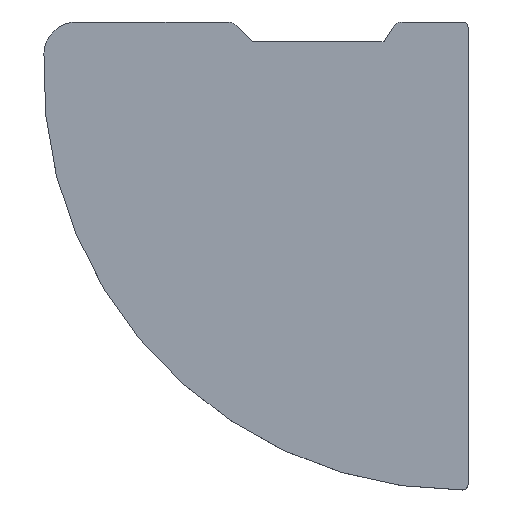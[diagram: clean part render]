
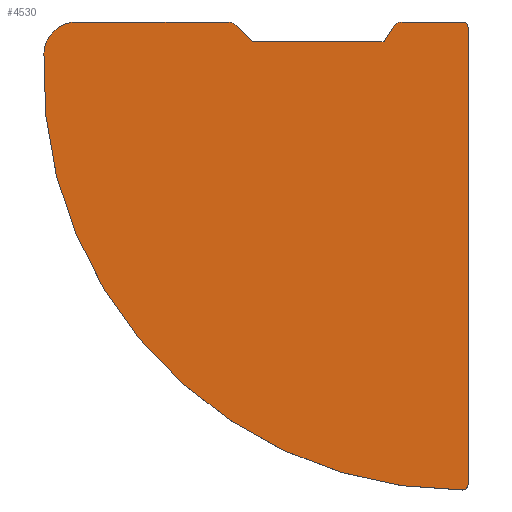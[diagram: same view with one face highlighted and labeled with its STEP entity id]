
A CAD part, top view. The second image highlights one B-rep face of the part: STEP entity #4530.
In plain terms, the highlighted face is planar.
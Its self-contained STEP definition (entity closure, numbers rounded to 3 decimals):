
#200=CARTESIAN_POINT('',(7.5,-2.3,
-3.));
#210=VERTEX_POINT('',#200);
#240=CARTESIAN_POINT('',(0.,-2.3,
-3.));
#250=DIRECTION('',(-1.,0.,0.));
#260=VECTOR('',#250,1.);
#270=LINE('',#240,#260);
#280=CARTESIAN_POINT('',(1.928,-2.3,
-3.));
#290=VERTEX_POINT('',#280);
#300=EDGE_CURVE('',#210,#290,#270,.T.);
#670=CARTESIAN_POINT('',(1.08,-1.83,
-3.));
#680=VERTEX_POINT('',#670);
#710=CARTESIAN_POINT('',(-0.063,0.,
-3.));
#720=DIRECTION('',(0.53,-0.848,
0.));
#730=VECTOR('',#720,1.);
#740=LINE('',#710,#730);
#750=CARTESIAN_POINT('',(0.249,-0.5,
-3.));
#760=VERTEX_POINT('',#750);
#770=EDGE_CURVE('',#760,#680,#740,.T.);
#1000=CARTESIAN_POINT('',(8.,0.,-3.));
#1010=DIRECTION('',(0.,1.,0.));
#1020=VECTOR('',#1010,1.);
#1030=LINE('',#1000,#1020);
#1040=CARTESIAN_POINT('',(8.,-1.8,
-3.));
#1050=VERTEX_POINT('',#1040);
#1060=CARTESIAN_POINT('',(8.,40.35,
-3.));
#1070=VERTEX_POINT('',#1060);
#1080=EDGE_CURVE('',#1050,#1070,#1030,.T.);
#2370=CARTESIAN_POINT('',(7.5,40.35,
-3.));
#2380=DIRECTION('',(0.,0.,1.));
#2390=DIRECTION('',(1.,0.,0.));
#2400=AXIS2_PLACEMENT_3D('',#2370,#2380,#2390);
#2410=CIRCLE('',#2400,0.5);
#2420=CARTESIAN_POINT('',(7.502,40.85,
-3.));
#2430=VERTEX_POINT('',#2420);
#2440=EDGE_CURVE('',#1070,#2430,#2410,.T.);
#2730=CARTESIAN_POINT('',(-13.393,-2.007,
-3.));
#2740=VERTEX_POINT('',#2730);
#2820=CARTESIAN_POINT('',(-11.886,-0.5,
-3.));
#2830=VERTEX_POINT('',#2820);
#2860=CARTESIAN_POINT('',(0.,11.386,
-3.));
#2870=DIRECTION('',(0.707,0.707,
0.));
#2880=VECTOR('',#2870,1.);
#2890=LINE('',#2860,#2880);
#2900=EDGE_CURVE('',#2740,#2830,#2890,.T.);
#3120=CARTESIAN_POINT('',(-28.112,-2.3,
-3.));
#3130=VERTEX_POINT('',#3120);
#3160=CARTESIAN_POINT('',(-28.112,0.7,
-3.));
#3170=DIRECTION('',(0.,0.,1.));
#3180=DIRECTION('',(1.,0.,0.));
#3190=AXIS2_PLACEMENT_3D('',#3160,#3170,#3180);
#3200=CIRCLE('',#3190,3.);
#3210=CARTESIAN_POINT('',(-31.108,0.561,
-3.));
#3220=VERTEX_POINT('',#3210);
#3230=EDGE_CURVE('',#3220,#3130,#3200,.T.);
#3460=CARTESIAN_POINT('',(1.928,-1.3,
-3.));
#3470=DIRECTION('',(0.,0.,1.));
#3480=DIRECTION('',(1.,0.,0.));
#3490=AXIS2_PLACEMENT_3D('',#3460,#3470,#3480);
#3500=CIRCLE('',#3490,1.);
#3510=EDGE_CURVE('',#680,#290,#3500,.T.);
#3730=CARTESIAN_POINT('',(-14.1,-1.3,
-3.));
#3740=DIRECTION('',(0.,0.,-1.));
#3750=DIRECTION('',(-1.,0.,0.));
#3760=AXIS2_PLACEMENT_3D('',#3730,#3740,#3750);
#3770=CIRCLE('',#3760,1.);
#3780=CARTESIAN_POINT('',(-14.1,-2.3,
-3.));
#3790=VERTEX_POINT('',#3780);
#3800=EDGE_CURVE('',#2740,#3790,#3770,.T.);
#3980=CARTESIAN_POINT('',(0.,-2.3,-3.));
#3990=DIRECTION('',(-1.,0.,0.));
#4000=VECTOR('',#3990,1.);
#4010=LINE('',#3980,#4000);
#4020=EDGE_CURVE('',#3790,#3130,#4010,.T.);
#4170=CARTESIAN_POINT('',(-26.116,1.632,
-3.));
#4180=DIRECTION('',(0.,0.,1.));
#4190=DIRECTION('',(1.,0.,0.));
#4200=AXIS2_PLACEMENT_3D('',#4170,#4180,#4190);
#4210=PLANE('',#4200);
#4220=ORIENTED_EDGE('',*,*,#2440,.F.);
#4230=CARTESIAN_POINT('',(7.35,2.35,
-3.));
#4240=DIRECTION('',(0.,0.,1.));
#4250=DIRECTION('',(0.995,0.105,
0.));
#4260=AXIS2_PLACEMENT_3D('',#4230,#4240,#4250);
#4270=CIRCLE('',#4260,38.5);
#4280=EDGE_CURVE('',#2430,#3220,#4270,.T.);
#4290=ORIENTED_EDGE('',*,*,#4280,.F.);
#4300=ORIENTED_EDGE('',*,*,#3230,.F.);
#4310=ORIENTED_EDGE('',*,*,#4020,.T.);
#4320=ORIENTED_EDGE('',*,*,#3800,.T.);
#4330=ORIENTED_EDGE('',*,*,#2900,.F.);
#4340=CARTESIAN_POINT('',(0.,-0.5,
-3.));
#4350=DIRECTION('',(1.,0.,0.));
#4360=VECTOR('',#4350,1.);
#4370=LINE('',#4340,#4360);
#4380=EDGE_CURVE('',#2830,#760,#4370,.T.);
#4390=ORIENTED_EDGE('',*,*,#4380,.F.);
#4400=ORIENTED_EDGE('',*,*,#770,.F.);
#4410=ORIENTED_EDGE('',*,*,#3510,.F.);
#4420=ORIENTED_EDGE('',*,*,#300,.T.);
#4430=CARTESIAN_POINT('',(7.5,-1.8,
-3.));
#4440=DIRECTION('',(0.,0.,-1.));
#4450=DIRECTION('',(-1.,0.,0.));
#4460=AXIS2_PLACEMENT_3D('',#4430,#4440,#4450);
#4470=CIRCLE('',#4460,0.5);
#4480=EDGE_CURVE('',#1050,#210,#4470,.T.);
#4490=ORIENTED_EDGE('',*,*,#4480,.T.);
#4500=ORIENTED_EDGE('',*,*,#1080,.F.);
#4510=EDGE_LOOP('',(#4500,#4490,#4420,#4410,#4400,#4390,#4330,#4320,
#4310,#4300,#4290,#4220));
#4520=FACE_OUTER_BOUND('',#4510,.T.);
#4530=ADVANCED_FACE('',(#4520),#4210,.F.);
